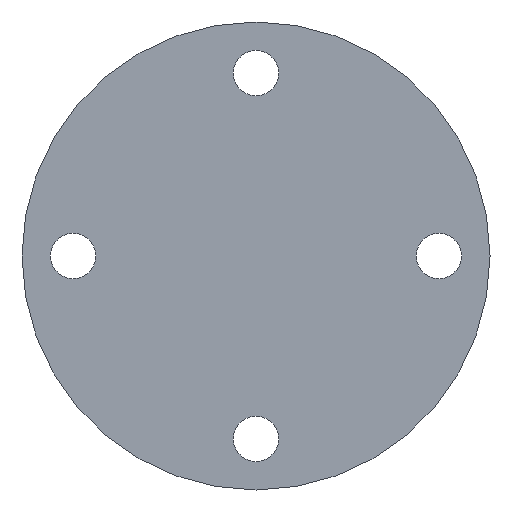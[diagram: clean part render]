
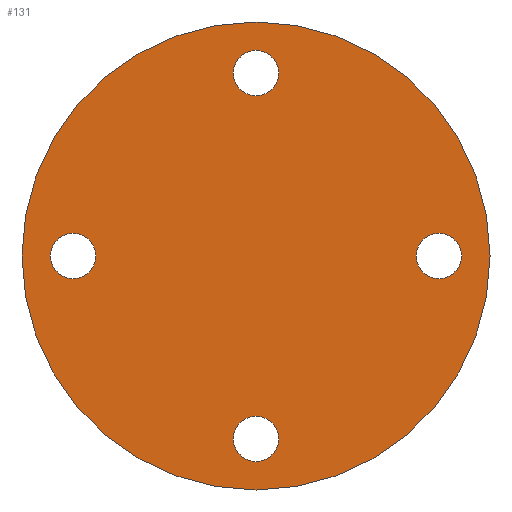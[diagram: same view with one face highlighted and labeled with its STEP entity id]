
A CAD part, left-side view. The second image highlights one B-rep face of the part: STEP entity #131.
In plain terms, the highlighted planar face has unit normal (-1, 0, 0).
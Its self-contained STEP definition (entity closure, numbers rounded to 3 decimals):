
#97 = EDGE_CURVE( '', #169, #133, #245, .T. );
#109 = EDGE_CURVE( '', #209, #201, #259, .T. );
#111 = VERTEX_POINT( '', #261 );
#115 = EDGE_CURVE( '', #125, #151, #265, .T. );
#125 = VERTEX_POINT( '', #276 );
#127 = VERTEX_POINT( '', #278 );
#131 = ADVANCED_FACE( '', ( #282, #283, #284, #285, #286 ), #287, .F. );
#133 = VERTEX_POINT( '', #289 );
#139 = EDGE_CURVE( '', #133, #169, #296, .T. );
#141 = VERTEX_POINT( '', #298 );
#149 = EDGE_CURVE( '', #111, #127, #307, .T. );
#151 = VERTEX_POINT( '', #309 );
#165 = EDGE_CURVE( '', #179, #141, #324, .T. );
#169 = VERTEX_POINT( '', #328 );
#179 = VERTEX_POINT( '', #338 );
#193 = EDGE_CURVE( '', #151, #125, #354, .T. );
#195 = EDGE_CURVE( '', #141, #179, #356, .T. );
#201 = VERTEX_POINT( '', #363 );
#205 = EDGE_CURVE( '', #201, #209, #367, .T. );
#207 = EDGE_CURVE( '', #127, #111, #369, .T. );
#209 = VERTEX_POINT( '', #371 );
#245 = CIRCLE( '', #398, 9. );
#259 = CIRCLE( '', #419, 9. );
#261 = CARTESIAN_POINT( '', ( 0., 0., -92.75 ) );
#265 = CIRCLE( '', #427, 9. );
#276 = CARTESIAN_POINT( '', ( 0., -9., -72.5 ) );
#278 = CARTESIAN_POINT( '', ( 0., 0., 92.75 ) );
#282 = FACE_BOUND( '', #448, .T. );
#283 = FACE_BOUND( '', #449, .T. );
#284 = FACE_BOUND( '', #450, .T. );
#285 = FACE_BOUND( '', #451, .T. );
#286 = FACE_OUTER_BOUND( '', #452, .T. );
#287 = PLANE( '', #453 );
#289 = CARTESIAN_POINT( '', ( 0., 9., 72.5 ) );
#296 = CIRCLE( '', #463, 9. );
#298 = CARTESIAN_POINT( '', ( 0., 81.5, 0. ) );
#307 = CIRCLE( '', #477, 92.75 );
#309 = CARTESIAN_POINT( '', ( 0., 9., -72.5 ) );
#324 = CIRCLE( '', #498, 9. );
#328 = CARTESIAN_POINT( '', ( 0., -9., 72.5 ) );
#338 = CARTESIAN_POINT( '', ( 0., 63.5, 0. ) );
#354 = CIRCLE( '', #539, 9. );
#356 = CIRCLE( '', #542, 9. );
#363 = CARTESIAN_POINT( '', ( 0., -63.5, 0. ) );
#367 = CIRCLE( '', #557, 9. );
#369 = CIRCLE( '', #560, 92.75 );
#371 = CARTESIAN_POINT( '', ( 0., -81.5, 0. ) );
#398 = AXIS2_PLACEMENT_3D( '', #588, #589, #590 );
#419 = AXIS2_PLACEMENT_3D( '', #610, #611, #612 );
#427 = AXIS2_PLACEMENT_3D( '', #616, #617, #618 );
#448 = EDGE_LOOP( '', ( #635, #636 ) );
#449 = EDGE_LOOP( '', ( #637, #638 ) );
#450 = EDGE_LOOP( '', ( #639, #640 ) );
#451 = EDGE_LOOP( '', ( #641, #642 ) );
#452 = EDGE_LOOP( '', ( #643, #644 ) );
#453 = AXIS2_PLACEMENT_3D( '', #645, #646, #647 );
#463 = AXIS2_PLACEMENT_3D( '', #656, #657, #658 );
#477 = AXIS2_PLACEMENT_3D( '', #673, #674, #675 );
#498 = AXIS2_PLACEMENT_3D( '', #692, #693, #694 );
#539 = AXIS2_PLACEMENT_3D( '', #721, #722, #723 );
#542 = AXIS2_PLACEMENT_3D( '', #724, #725, #726 );
#557 = AXIS2_PLACEMENT_3D( '', #739, #740, #741 );
#560 = AXIS2_PLACEMENT_3D( '', #742, #743, #744 );
#588 = CARTESIAN_POINT( '', ( 0., 0., 72.5 ) );
#589 = DIRECTION( '', ( 1., 0., 0. ) );
#590 = DIRECTION( '', ( 0., 1., 0. ) );
#610 = CARTESIAN_POINT( '', ( 0., -72.5, 0. ) );
#611 = DIRECTION( '', ( 1., 0., 0. ) );
#612 = DIRECTION( '', ( 0., 1., 0. ) );
#616 = CARTESIAN_POINT( '', ( 0., 0., -72.5 ) );
#617 = DIRECTION( '', ( 1., 0., 0. ) );
#618 = DIRECTION( '', ( 0., 1., 0. ) );
#635 = ORIENTED_EDGE( '', *, *, #139, .T. );
#636 = ORIENTED_EDGE( '', *, *, #97, .T. );
#637 = ORIENTED_EDGE( '', *, *, #205, .T. );
#638 = ORIENTED_EDGE( '', *, *, #109, .T. );
#639 = ORIENTED_EDGE( '', *, *, #193, .T. );
#640 = ORIENTED_EDGE( '', *, *, #115, .T. );
#641 = ORIENTED_EDGE( '', *, *, #195, .T. );
#642 = ORIENTED_EDGE( '', *, *, #165, .T. );
#643 = ORIENTED_EDGE( '', *, *, #149, .F. );
#644 = ORIENTED_EDGE( '', *, *, #207, .F. );
#645 = CARTESIAN_POINT( '', ( 0., 0., 0. ) );
#646 = DIRECTION( '', ( 1., 0., 0. ) );
#647 = DIRECTION( '', ( 0., 0., -1. ) );
#656 = CARTESIAN_POINT( '', ( 0., 0., 72.5 ) );
#657 = DIRECTION( '', ( 1., 0., 0. ) );
#658 = DIRECTION( '', ( 0., 1., 0. ) );
#673 = CARTESIAN_POINT( '', ( 0., 0., 0. ) );
#674 = DIRECTION( '', ( 1., 0., 0. ) );
#675 = DIRECTION( '', ( 0., 0., -1. ) );
#692 = CARTESIAN_POINT( '', ( 0., 72.5, 0. ) );
#693 = DIRECTION( '', ( 1., 0., 0. ) );
#694 = DIRECTION( '', ( 0., 1., 0. ) );
#721 = CARTESIAN_POINT( '', ( 0., 0., -72.5 ) );
#722 = DIRECTION( '', ( 1., 0., 0. ) );
#723 = DIRECTION( '', ( 0., 1., 0. ) );
#724 = CARTESIAN_POINT( '', ( 0., 72.5, 0. ) );
#725 = DIRECTION( '', ( 1., 0., 0. ) );
#726 = DIRECTION( '', ( 0., 1., 0. ) );
#739 = CARTESIAN_POINT( '', ( 0., -72.5, 0. ) );
#740 = DIRECTION( '', ( 1., 0., 0. ) );
#741 = DIRECTION( '', ( 0., 1., 0. ) );
#742 = CARTESIAN_POINT( '', ( 0., 0., 0. ) );
#743 = DIRECTION( '', ( 1., 0., 0. ) );
#744 = DIRECTION( '', ( 0., 0., -1. ) );
